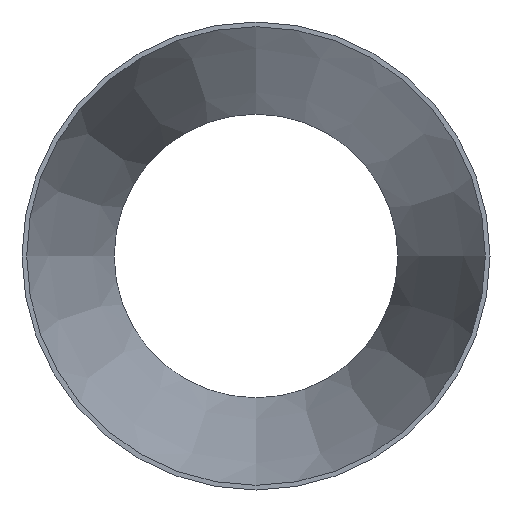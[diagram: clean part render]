
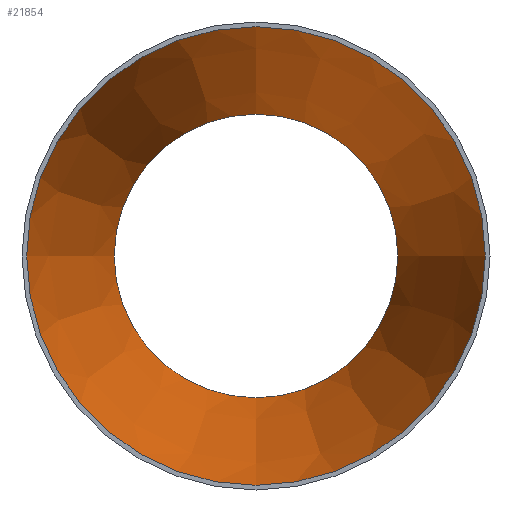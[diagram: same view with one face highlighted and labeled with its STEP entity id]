
A CAD part, front view. The second image highlights one B-rep face of the part: STEP entity #21854.
In plain terms, the highlighted conical face has half-angle 14.213 degrees and reference radius 100.937 mm.
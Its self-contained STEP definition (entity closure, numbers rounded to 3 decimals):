
#52 = AXIS2_PLACEMENT_3D ( 'NONE', #32025, #18848, #29411 ) ;
#2376 = AXIS2_PLACEMENT_3D ( 'NONE', #13421, #15834, #2502 ) ;
#2502 = DIRECTION ( 'NONE',  ( 0., 0., -1. ) ) ;
#4674 = CARTESIAN_POINT ( 'NONE',  ( 0., 152., -62.437 ) ) ;
#5880 = FACE_OUTER_BOUND ( 'NONE', #23320, .T. ) ;
#6194 = DIRECTION ( 'NONE',  ( 0., 0., -1. ) ) ;
#6928 = CARTESIAN_POINT ( 'NONE',  ( 0., 0., -100.937 ) ) ;
#7372 = CIRCLE ( 'NONE', #2376, 100.937 ) ;
#9787 = EDGE_LOOP ( 'NONE', ( #13780 ) ) ;
#12788 = DIRECTION ( 'NONE',  ( 0., -1., 0. ) ) ;
#13376 = CIRCLE ( 'NONE', #24988, 62.437 ) ;
#13421 = CARTESIAN_POINT ( 'NONE',  ( 0., 0., 0. ) ) ;
#13780 = ORIENTED_EDGE ( 'NONE', *, *, #33111, .F. ) ;
#15113 = EDGE_CURVE ( 'NONE', #22677, #22677, #7372, .T. ) ;
#15834 = DIRECTION ( 'NONE',  ( 0., -1., 0. ) ) ;
#18848 = DIRECTION ( 'NONE',  ( 0., -1., 0. ) ) ;
#21854 = ADVANCED_FACE ( 'NONE', ( #29068, #5880 ), #31580, .F. ) ;
#22677 = VERTEX_POINT ( 'NONE', #6928 ) ;
#23190 = VERTEX_POINT ( 'NONE', #4674 ) ;
#23320 = EDGE_LOOP ( 'NONE', ( #24459 ) ) ;
#24459 = ORIENTED_EDGE ( 'NONE', *, *, #15113, .T. ) ;
#24988 = AXIS2_PLACEMENT_3D ( 'NONE', #25929, #12788, #6194 ) ;
#25929 = CARTESIAN_POINT ( 'NONE',  ( 0., 152., 0. ) ) ;
#29068 = FACE_BOUND ( 'NONE', #9787, .T. ) ;
#29411 = DIRECTION ( 'NONE',  ( 0., 0., -1. ) ) ;
#31580 = CONICAL_SURFACE ( 'NONE', #52, 100.937, 0.248 ) ;
#32025 = CARTESIAN_POINT ( 'NONE',  ( 0., 0., 0. ) ) ;
#33111 = EDGE_CURVE ( 'NONE', #23190, #23190, #13376, .T. ) ;
